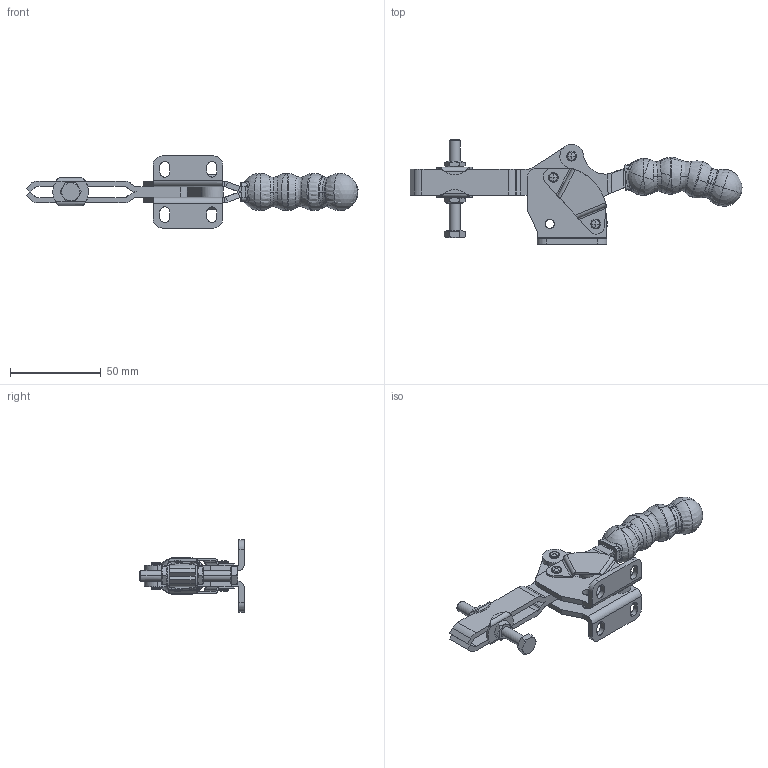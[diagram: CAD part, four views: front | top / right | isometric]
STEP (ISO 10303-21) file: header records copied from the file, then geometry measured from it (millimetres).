
FILE_DESCRIPTION(('CATIA V5 STEP Exchange'),'2;1');
FILE_NAME('HORIZONTALSPANNER_TS_H_155_UB_357872_TUENKERS.stp','2019-02-06T07:05:26+00:00',('none'),('none'),'CATIA Version 5 Release 19 SP 9 (IN-10)','CATIA V5 STEP AP214','none');
FILE_SCHEMA(('AUTOMOTIVE_DESIGN { 1 0 10303 214 1 1 1 1 }'));
Length unit declared in the file: millimetre
Products named in the file (1): HORIZONTALSPANNER_TS_H_155_UB_357872
Bounding box: 183.33 x 57.72 x 39.78 mm (x, y, z)
Volume: 45490 mm3; surface area: 26261.3 mm2
Topology: 1 solids, 2 shells, 543 faces, 1510 edges, 891 vertices
Faces by surface type: plane 163, bspline 162, cylinder 129, sphere 39, torus 32, cone 18
Entity records: 22769 total; most frequent: CARTESIAN_POINT 11312, ORIENTED_EDGE 2864, DIRECTION 1569, EDGE_CURVE 1432, VERTEX_POINT 889, AXIS2_PLACEMENT_3D 740, EDGE_LOOP 581, ADVANCED_FACE 543
